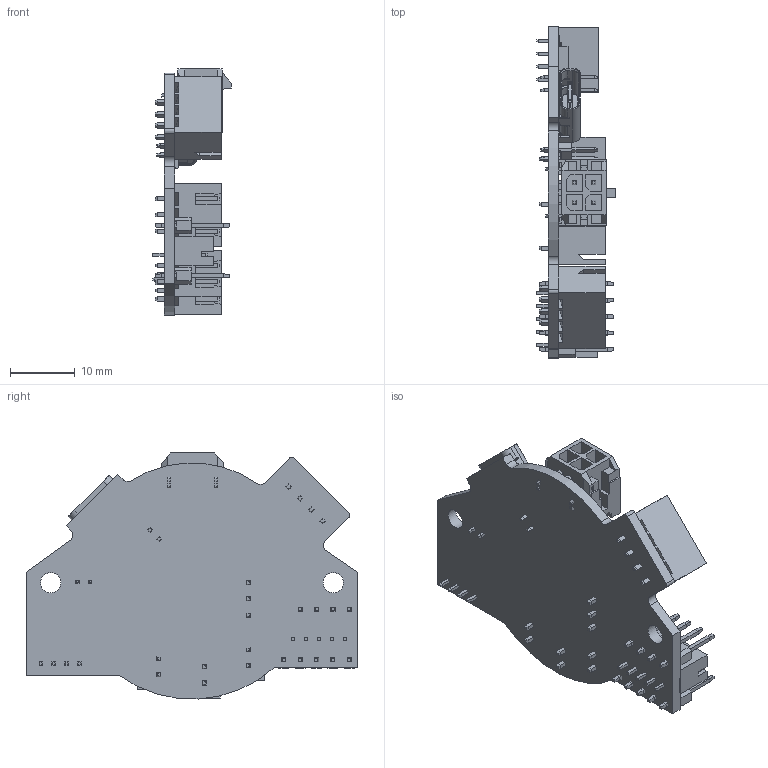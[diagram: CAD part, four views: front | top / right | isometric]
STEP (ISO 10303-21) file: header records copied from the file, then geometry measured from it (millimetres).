
FILE_DESCRIPTION(/* description */ (''),/* implementation_level */ '2;1');
FILE_NAME(/* name */ 'EBB36 v4.step',/* time_stamp */ '2023-03-24T15:10:15Z',/* author */ (''),/* organization */ (''),/* preprocessor_version */ 'ST-DEVELOPER v19.2',/* originating_system */ 'Autodesk Translation Framework v11.17.0.187',/* authorisation */ '');
FILE_SCHEMA (('AUTOMOTIVE_DESIGN { 1 0 10303 214 3 1 1 }'));
Products named in the file (13): EBB36; USB_C; USB Type C Port (SMD Type); 430450406; HDR2X1 2.0MM; Header, Male, 2.54mm, 1x4; x2016wv-04-46sn; Header, Male, 2.54mm, 1x5; JST - XH - Thru - 4Pin - 2.5mm (Genuine); JST - XH - Thru - 3Pin - 2.5mm (Genuine); JST - XH - Thru - 2Pin - 2.5mm (Genuine); B5B-PH-K-S; a6h-4102
Assembly tree (15 placements, depth 3):
  EBB36
    USB_C
      USB Type C Port (SMD Type)
    430450406
    HDR2X1 2.0MM  x2
    Header, Male, 2.54mm, 1x4
    x2016wv-04-46sn
    Header, Male, 2.54mm, 1x5
    JST - XH - Thru - 4Pin - 2.5mm (Genuine)
    JST - XH - Thru - 3Pin - 2.5mm (Genuine)
    JST - XH - Thru - 2Pin - 2.5mm (Genuine)  x3
    B5B-PH-K-S
    a6h-4102
Bounding box: 12.17 x 51.4 x 38.11 mm (x, y, z)
Volume: 4202 mm3; surface area: 8914.8 mm2
Topology: 63 solids, 165 shells, 2840 faces, 6866 edges, 4404 vertices
Faces by surface type: plane 2476, bspline 197, cylinder 137, torus 12, sphere 12, cone 6
Full cylindrical faces by diameter (mm): 0.5 x2, 3.14 x2
Entity records: 68527 total; most frequent: CARTESIAN_POINT 14066, ORIENTED_EDGE 11132, DIRECTION 10024, EDGE_CURVE 5566, LINE 5038, VECTOR 5038, VERTEX_POINT 3564, AXIS2_PLACEMENT_3D 2493
